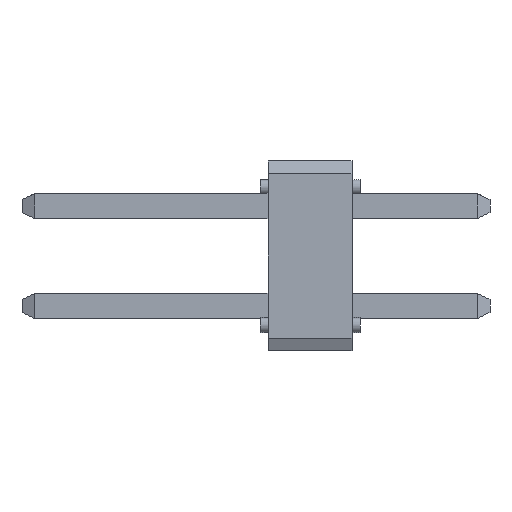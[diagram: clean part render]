
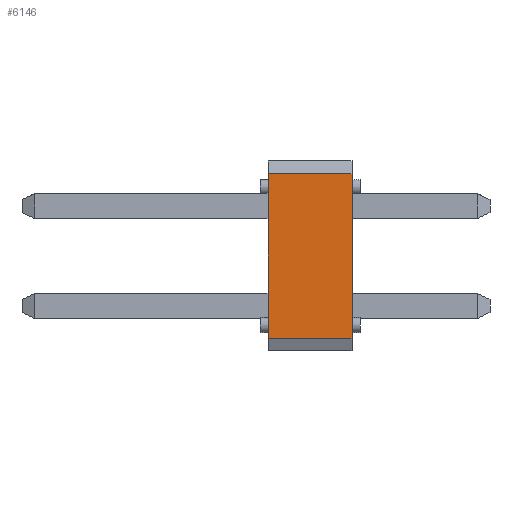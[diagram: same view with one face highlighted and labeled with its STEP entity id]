
A CAD part, left-side view. The second image highlights one B-rep face of the part: STEP entity #6146.
In plain terms, the highlighted planar face has unit normal (-1, 0, 0).
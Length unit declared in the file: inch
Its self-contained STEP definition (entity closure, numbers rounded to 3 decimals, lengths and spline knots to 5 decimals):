
#68 = CARTESIAN_POINT ( 'NONE',  ( -0.15, 0.092, 0.095 ) ) ;
#393 = PLANE ( 'NONE',  #7451 ) ;
#600 = CARTESIAN_POINT ( 'NONE',  ( -0.15, 0.008, -0.08213 ) ) ;
#711 = DIRECTION ( 'NONE',  ( 0., 0., 1. ) ) ;
#889 = DIRECTION ( 'NONE',  ( 1., 0., 0. ) ) ;
#1014 = LINE ( 'NONE', #600, #7540 ) ;
#1034 = LINE ( 'NONE', #68, #2075 ) ;
#1269 = CARTESIAN_POINT ( 'NONE',  ( -0.15, 0.008, 0.08213 ) ) ;
#1286 = EDGE_CURVE ( 'NONE', #5567, #2168, #7346, .T. ) ;
#1551 = CARTESIAN_POINT ( 'NONE',  ( -0.15, 0.092, 0.095 ) ) ;
#1851 = LINE ( 'NONE', #3163, #5668 ) ;
#2075 = VECTOR ( 'NONE', #711, 39.37008 ) ;
#2162 = DIRECTION ( 'NONE',  ( 0., 0., -1. ) ) ;
#2168 = VERTEX_POINT ( 'NONE', #1269 ) ;
#2574 = EDGE_LOOP ( 'NONE', ( #5518, #4777, #5167, #2775 ) ) ;
#2775 = ORIENTED_EDGE ( 'NONE', *, *, #5391, .T. ) ;
#2903 = VERTEX_POINT ( 'NONE', #4385 ) ;
#3163 = CARTESIAN_POINT ( 'NONE',  ( -0.15, 0.008, 0.08213 ) ) ;
#3335 = CARTESIAN_POINT ( 'NONE',  ( -0.15, 0.008, 0.095 ) ) ;
#3603 = DIRECTION ( 'NONE',  ( 0., 1., 0. ) ) ;
#3899 = VECTOR ( 'NONE', #3901, 39.37008 ) ;
#3901 = DIRECTION ( 'NONE',  ( 0., 0., 1. ) ) ;
#4156 = EDGE_CURVE ( 'NONE', #4699, #2903, #1034, .T. ) ;
#4260 = CARTESIAN_POINT ( 'NONE',  ( -0.15, 0.092, -0.08213 ) ) ;
#4385 = CARTESIAN_POINT ( 'NONE',  ( -0.15, 0.092, 0.08213 ) ) ;
#4401 = FACE_OUTER_BOUND ( 'NONE', #2574, .T. ) ;
#4699 = VERTEX_POINT ( 'NONE', #4260 ) ;
#4777 = ORIENTED_EDGE ( 'NONE', *, *, #6434, .F. ) ;
#5107 = CARTESIAN_POINT ( 'NONE',  ( -0.15, 0.008, -0.08213 ) ) ;
#5167 = ORIENTED_EDGE ( 'NONE', *, *, #1286, .T. ) ;
#5391 = EDGE_CURVE ( 'NONE', #2168, #2903, #1851, .T. ) ;
#5518 = ORIENTED_EDGE ( 'NONE', *, *, #4156, .F. ) ;
#5567 = VERTEX_POINT ( 'NONE', #5107 ) ;
#5668 = VECTOR ( 'NONE', #6099, 39.37008 ) ;
#6099 = DIRECTION ( 'NONE',  ( 0., 1., 0. ) ) ;
#6146 = ADVANCED_FACE ( 'NONE', ( #4401 ), #393, .F. ) ;
#6434 = EDGE_CURVE ( 'NONE', #5567, #4699, #1014, .T. ) ;
#7346 = LINE ( 'NONE', #3335, #3899 ) ;
#7451 = AXIS2_PLACEMENT_3D ( 'NONE', #1551, #889, #2162 ) ;
#7540 = VECTOR ( 'NONE', #3603, 39.37008 ) ;
